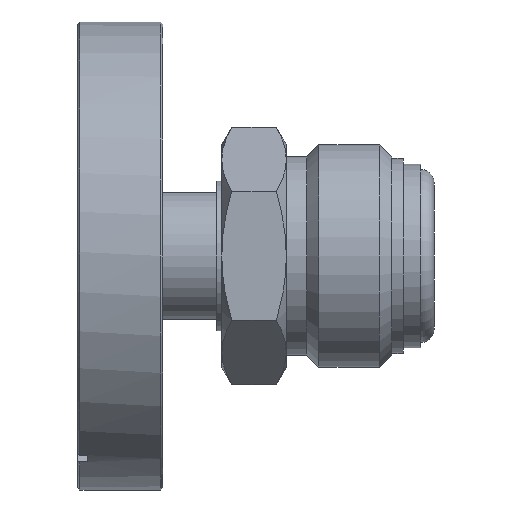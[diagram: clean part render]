
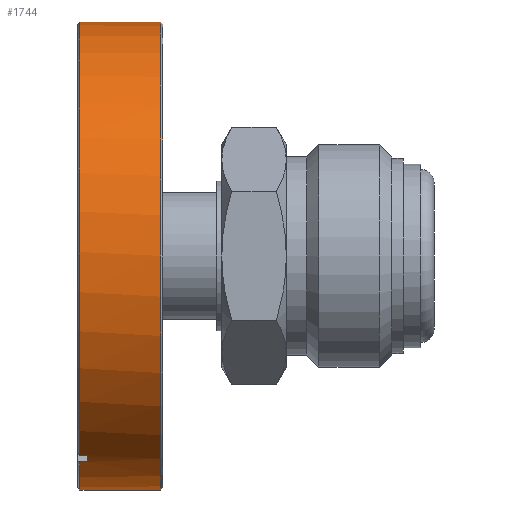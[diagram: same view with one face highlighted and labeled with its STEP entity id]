
A CAD part, left-side view. The second image highlights one B-rep face of the part: STEP entity #1744.
In plain terms, the highlighted cylindrical face has radius 35 mm (diameter 70 mm), a partial arc.
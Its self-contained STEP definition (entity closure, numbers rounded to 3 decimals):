
#39 = CARTESIAN_POINT ( 'NONE',  ( 0., 12.4, -35. ) ) ;
#52 = AXIS2_PLACEMENT_3D ( 'NONE', #1173, #669, #2694 ) ;
#114 = CARTESIAN_POINT ( 'NONE',  ( -16.627, 11.2, -30.799 ) ) ;
#118 = AXIS2_PLACEMENT_3D ( 'NONE', #2494, #975, #2750 ) ;
#145 = DIRECTION ( 'NONE',  ( 0., 0., -1. ) ) ;
#157 = CARTESIAN_POINT ( 'NONE',  ( -16.627, 12.4, -30.799 ) ) ;
#186 = VERTEX_POINT ( 'NONE', #1108 ) ;
#191 = EDGE_CURVE ( 'NONE', #2853, #506, #1623, .T. ) ;
#227 = DIRECTION ( 'NONE',  ( 0., -1., 0. ) ) ;
#229 = LINE ( 'NONE', #1993, #1559 ) ;
#299 = VECTOR ( 'NONE', #3143, 1000. ) ;
#387 = LINE ( 'NONE', #1195, #2990 ) ;
#486 = AXIS2_PLACEMENT_3D ( 'NONE', #2155, #636, #2408 ) ;
#506 = VERTEX_POINT ( 'NONE', #2287 ) ;
#544 = ORIENTED_EDGE ( 'NONE', *, *, #3146, .F. ) ;
#613 = VERTEX_POINT ( 'NONE', #1310 ) ;
#615 = ORIENTED_EDGE ( 'NONE', *, *, #1895, .F. ) ;
#620 = CIRCLE ( 'NONE', #118, 35. ) ;
#636 = DIRECTION ( 'NONE',  ( 0., -1., 0. ) ) ;
#669 = DIRECTION ( 'NONE',  ( 0., 1., 0. ) ) ;
#741 = VERTEX_POINT ( 'NONE', #114 ) ;
#785 = EDGE_CURVE ( 'NONE', #506, #613, #2150, .T. ) ;
#853 = VERTEX_POINT ( 'NONE', #157 ) ;
#869 = ORIENTED_EDGE ( 'NONE', *, *, #785, .T. ) ;
#975 = DIRECTION ( 'NONE',  ( 0., -1., 0. ) ) ;
#985 = FACE_OUTER_BOUND ( 'NONE', #1985, .T. ) ;
#1091 = VERTEX_POINT ( 'NONE', #39 ) ;
#1108 = CARTESIAN_POINT ( 'NONE',  ( 0., 0.3, -35. ) ) ;
#1173 = CARTESIAN_POINT ( 'NONE',  ( 0., 31.392, 0. ) ) ;
#1195 = CARTESIAN_POINT ( 'NONE',  ( -18.359, 31.392, -29.799 ) ) ;
#1242 = DIRECTION ( 'NONE',  ( 0., 1., 0. ) ) ;
#1263 = EDGE_CURVE ( 'NONE', #186, #1091, #1340, .T. ) ;
#1291 = AXIS2_PLACEMENT_3D ( 'NONE', #3162, #1647, #145 ) ;
#1310 = CARTESIAN_POINT ( 'NONE',  ( -18.359, 12.4, -29.799 ) ) ;
#1340 = LINE ( 'NONE', #3251, #2685 ) ;
#1419 = ORIENTED_EDGE ( 'NONE', *, *, #1263, .F. ) ;
#1559 = VECTOR ( 'NONE', #227, 1000. ) ;
#1567 = AXIS2_PLACEMENT_3D ( 'NONE', #2765, #1242, #3014 ) ;
#1616 = CARTESIAN_POINT ( 'NONE',  ( 0., 31.392, 35. ) ) ;
#1623 = LINE ( 'NONE', #1616, #299 ) ;
#1647 = DIRECTION ( 'NONE',  ( 0., 1., 0. ) ) ;
#1680 = EDGE_CURVE ( 'NONE', #186, #2853, #2405, .T. ) ;
#1698 = DIRECTION ( 'NONE',  ( 0., 1., 0. ) ) ;
#1744 = ADVANCED_FACE ( 'NONE', ( #985 ), #2176, .T. ) ;
#1895 = EDGE_CURVE ( 'NONE', #741, #2649, #2117, .T. ) ;
#1985 = EDGE_LOOP ( 'NONE', ( #1419, #2680, #2286, #869, #544, #615, #2785, #3264 ) ) ;
#1993 = CARTESIAN_POINT ( 'NONE',  ( -16.627, 31.392, -30.799 ) ) ;
#2117 = CIRCLE ( 'NONE', #1567, 35. ) ;
#2150 = CIRCLE ( 'NONE', #486, 35. ) ;
#2155 = CARTESIAN_POINT ( 'NONE',  ( 0., 12.4, 0. ) ) ;
#2176 = CYLINDRICAL_SURFACE ( 'NONE', #52, 35. ) ;
#2286 = ORIENTED_EDGE ( 'NONE', *, *, #191, .T. ) ;
#2287 = CARTESIAN_POINT ( 'NONE',  ( 0., 12.4, 35. ) ) ;
#2343 = CARTESIAN_POINT ( 'NONE',  ( 0., 0.3, 35. ) ) ;
#2405 = CIRCLE ( 'NONE', #1291, 35. ) ;
#2408 = DIRECTION ( 'NONE',  ( 0., 0., 1. ) ) ;
#2494 = CARTESIAN_POINT ( 'NONE',  ( 0., 12.4, 0. ) ) ;
#2606 = EDGE_CURVE ( 'NONE', #853, #1091, #620, .T. ) ;
#2649 = VERTEX_POINT ( 'NONE', #2738 ) ;
#2680 = ORIENTED_EDGE ( 'NONE', *, *, #1680, .T. ) ;
#2685 = VECTOR ( 'NONE', #2748, 1000. ) ;
#2694 = DIRECTION ( 'NONE',  ( 0., 0., 1. ) ) ;
#2738 = CARTESIAN_POINT ( 'NONE',  ( -18.359, 11.2, -29.799 ) ) ;
#2748 = DIRECTION ( 'NONE',  ( 0., 1., 0. ) ) ;
#2750 = DIRECTION ( 'NONE',  ( 0., 0., 1. ) ) ;
#2765 = CARTESIAN_POINT ( 'NONE',  ( 0., 11.2, 0. ) ) ;
#2785 = ORIENTED_EDGE ( 'NONE', *, *, #3205, .F. ) ;
#2853 = VERTEX_POINT ( 'NONE', #2343 ) ;
#2990 = VECTOR ( 'NONE', #1698, 1000. ) ;
#3014 = DIRECTION ( 'NONE',  ( 0., 0., -1. ) ) ;
#3143 = DIRECTION ( 'NONE',  ( 0., 1., 0. ) ) ;
#3146 = EDGE_CURVE ( 'NONE', #2649, #613, #387, .T. ) ;
#3162 = CARTESIAN_POINT ( 'NONE',  ( 0., 0.3, 0. ) ) ;
#3205 = EDGE_CURVE ( 'NONE', #853, #741, #229, .T. ) ;
#3251 = CARTESIAN_POINT ( 'NONE',  ( 0., 31.392, -35. ) ) ;
#3264 = ORIENTED_EDGE ( 'NONE', *, *, #2606, .T. ) ;
